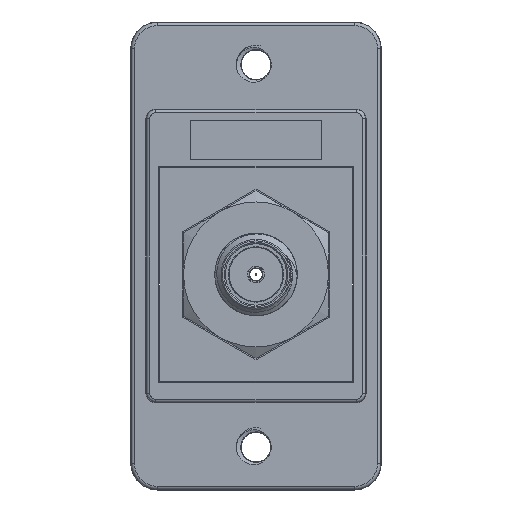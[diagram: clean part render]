
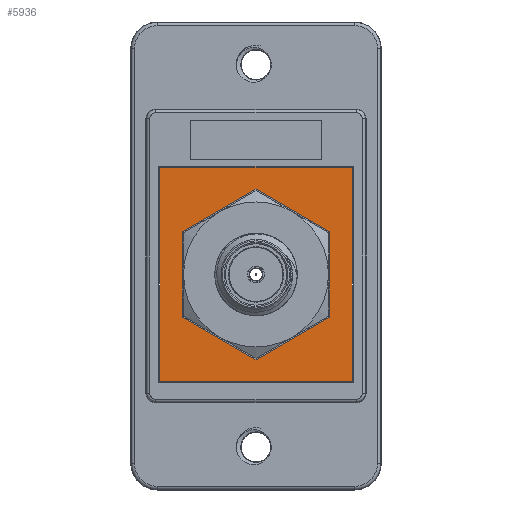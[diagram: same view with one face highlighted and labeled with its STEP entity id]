
A CAD part, front view. The second image highlights one B-rep face of the part: STEP entity #5936.
In plain terms, the highlighted planar face has unit normal (0, -1, 0).
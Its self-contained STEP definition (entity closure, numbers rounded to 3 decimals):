
#104=FACE_BOUND('',#946,.T.);
#244=PLANE('',#6400);
#606=FACE_OUTER_BOUND('',#945,.T.);
#945=EDGE_LOOP('',(#5005,#5006,#5007,#5008));
#946=EDGE_LOOP('',(#5009,#5010,#5011,#5012,#5013,#5014));
#1553=LINE('',#13555,#2003);
#1564=LINE('',#13576,#2014);
#1645=LINE('',#16464,#2095);
#1701=LINE('',#16591,#2151);
#1702=LINE('',#16594,#2152);
#1703=LINE('',#16596,#2153);
#1704=LINE('',#16598,#2154);
#1705=LINE('',#16600,#2155);
#1706=LINE('',#16602,#2156);
#1707=LINE('',#16603,#2157);
#2003=VECTOR('',#7048,1.);
#2014=VECTOR('',#7061,1.);
#2095=VECTOR('',#7510,1.);
#2151=VECTOR('',#7614,1.);
#2152=VECTOR('',#7615,1.);
#2153=VECTOR('',#7616,1.);
#2154=VECTOR('',#7617,1.);
#2155=VECTOR('',#7618,1.);
#2156=VECTOR('',#7619,1.);
#2157=VECTOR('',#7620,1.);
#2510=VERTEX_POINT('',#13552);
#2511=VERTEX_POINT('',#13554);
#2520=VERTEX_POINT('',#13574);
#2671=VERTEX_POINT('',#16462);
#2719=VERTEX_POINT('',#16592);
#2720=VERTEX_POINT('',#16593);
#2721=VERTEX_POINT('',#16595);
#2722=VERTEX_POINT('',#16597);
#2723=VERTEX_POINT('',#16599);
#2724=VERTEX_POINT('',#16601);
#3181=EDGE_CURVE('',#2510,#2511,#1553,.T.);
#3192=EDGE_CURVE('',#2520,#2510,#1564,.T.);
#3440=EDGE_CURVE('',#2520,#2671,#1645,.T.);
#3503=EDGE_CURVE('',#2671,#2511,#1701,.T.);
#3504=EDGE_CURVE('',#2719,#2720,#1702,.T.);
#3505=EDGE_CURVE('',#2720,#2721,#1703,.T.);
#3506=EDGE_CURVE('',#2721,#2722,#1704,.T.);
#3507=EDGE_CURVE('',#2722,#2723,#1705,.T.);
#3508=EDGE_CURVE('',#2723,#2724,#1706,.T.);
#3509=EDGE_CURVE('',#2724,#2719,#1707,.T.);
#5005=ORIENTED_EDGE('',*,*,#3192,.F.);
#5006=ORIENTED_EDGE('',*,*,#3440,.T.);
#5007=ORIENTED_EDGE('',*,*,#3503,.T.);
#5008=ORIENTED_EDGE('',*,*,#3181,.F.);
#5009=ORIENTED_EDGE('',*,*,#3504,.T.);
#5010=ORIENTED_EDGE('',*,*,#3505,.T.);
#5011=ORIENTED_EDGE('',*,*,#3506,.T.);
#5012=ORIENTED_EDGE('',*,*,#3507,.T.);
#5013=ORIENTED_EDGE('',*,*,#3508,.T.);
#5014=ORIENTED_EDGE('',*,*,#3509,.T.);
#5936=ADVANCED_FACE('',(#606,#104),#244,.T.);
#6400=AXIS2_PLACEMENT_3D('',#16590,#7612,#7613);
#7048=DIRECTION('',(0.,0.,-1.));
#7061=DIRECTION('',(1.,0.,0.));
#7510=DIRECTION('',(0.,0.,-1.));
#7612=DIRECTION('center_axis',(0.,-1.,0.));
#7613=DIRECTION('ref_axis',(1.,0.,0.));
#7614=DIRECTION('',(1.,0.,0.));
#7615=DIRECTION('',(-0.866,0.,0.5));
#7616=DIRECTION('',(0.,0.,1.));
#7617=DIRECTION('',(0.866,0.,0.5));
#7618=DIRECTION('',(0.866,0.,-0.5));
#7619=DIRECTION('',(0.,0.,-1.));
#7620=DIRECTION('',(-0.866,0.,-0.5));
#13552=CARTESIAN_POINT('',(7.3,-5.1,8.115));
#13554=CARTESIAN_POINT('',(7.3,-5.1,-8.115));
#13555=CARTESIAN_POINT('',(7.3,-5.1,8.115));
#13574=CARTESIAN_POINT('',(-7.3,-5.1,8.115));
#13576=CARTESIAN_POINT('',(-8.1,-5.1,8.115));
#16462=CARTESIAN_POINT('',(-7.3,-5.1,-8.115));
#16464=CARTESIAN_POINT('',(-7.3,-5.1,8.115));
#16590=CARTESIAN_POINT('Origin',(-8.1,-5.1,8.115));
#16591=CARTESIAN_POINT('',(-8.1,-5.1,-8.115));
#16592=CARTESIAN_POINT('',(0.,-5.1,-6.466));
#16593=CARTESIAN_POINT('',(-5.6,-5.1,-3.233));
#16594=CARTESIAN_POINT('',(-12.265,-5.1,0.615));
#16595=CARTESIAN_POINT('',(-5.6,-5.1,3.233));
#16596=CARTESIAN_POINT('',(-5.6,-5.1,7.83));
#16597=CARTESIAN_POINT('',(0.,-5.1,6.466));
#16598=CARTESIAN_POINT('',(-5.485,-5.1,3.3));
#16599=CARTESIAN_POINT('',(5.6,-5.1,3.233));
#16600=CARTESIAN_POINT('',(-6.665,-5.1,10.315));
#16601=CARTESIAN_POINT('',(5.6,-5.1,-3.233));
#16602=CARTESIAN_POINT('',(5.6,-5.1,7.83));
#16603=CARTESIAN_POINT('',(0.115,-5.1,-6.4));
